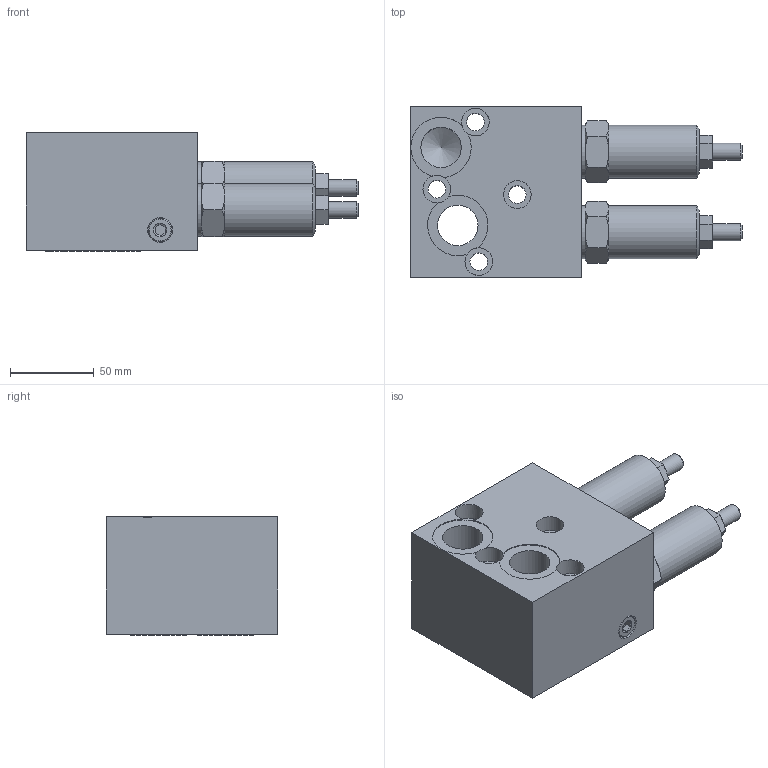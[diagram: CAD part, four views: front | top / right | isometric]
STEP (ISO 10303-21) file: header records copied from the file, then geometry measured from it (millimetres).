
FILE_DESCRIPTION(/* description */ ('STEP AP214'),/* implementation_level */ '2;1');
FILE_NAME(/* name */ 'KPDT210',/* time_stamp */ '2023-05-08T09:54:58+02:00',/* author */ ('License CC BY-ND 4.0'),/* organization */ ('CADENAS'),/* preprocessor_version */ 'ST-DEVELOPER v19.3',/* originating_system */ 'PARTsolutions',/* authorisation */ ' ');
FILE_SCHEMA (('AUTOMOTIVE_DESIGN {1 0 10303 214 3 1 1}'));
Length unit declared in the file: millimetre
Products named in the file (1): KPDT210
Bounding box: 198 x 102 x 70.65 mm (x, y, z)
Volume: 760060.9 mm3; surface area: 86100.7 mm2
Topology: 1 solids, 3 shells, 217 faces, 480 edges, 294 vertices
Faces by surface type: plane 111, cone 68, cylinder 34, torus 4
Full cylindrical faces by diameter (mm): 5 x2, 10 x2, 10.5 x4, 14 x4, 14.8 x4, 16.5 x4, 24 x1, 24.117 x2, 26.441 x1, 31.5 x4, 34.8 x2
Entity records: 5730 total; most frequent: CARTESIAN_POINT 1300, DIRECTION 882, ORIENTED_EDGE 826, EDGE_CURVE 413, AXIS2_PLACEMENT_3D 371, FACE_BOUND 314, EDGE_LOOP 310, VERTEX_POINT 285
